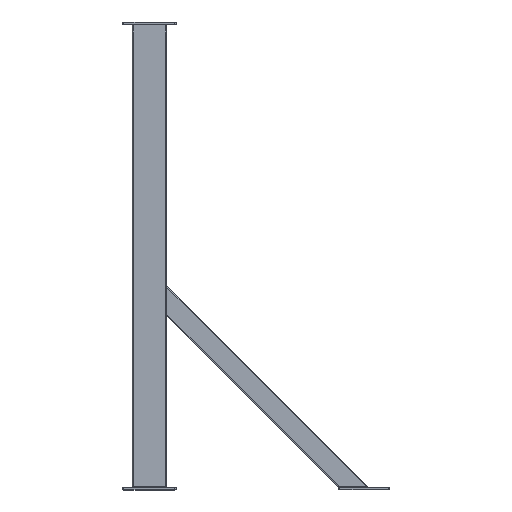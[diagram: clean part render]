
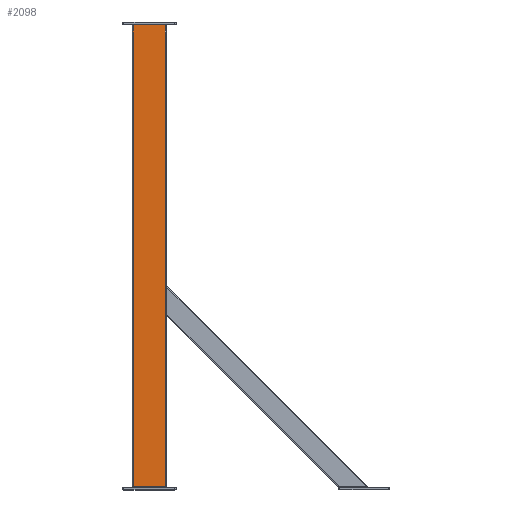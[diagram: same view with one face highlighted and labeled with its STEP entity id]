
A CAD part, top view. The second image highlights one B-rep face of the part: STEP entity #2098.
In plain terms, the highlighted planar face has unit normal (0, 0, 1).
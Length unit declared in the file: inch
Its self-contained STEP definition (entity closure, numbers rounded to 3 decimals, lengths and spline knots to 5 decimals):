
#153=FACE_OUTER_BOUND('',#293,.T.);
#293=EDGE_LOOP('',(#1500,#1501,#1502,#1503));
#568=LINE('',#3312,#746);
#569=LINE('',#3314,#747);
#570=LINE('',#3316,#748);
#571=LINE('',#3317,#749);
#746=VECTOR('',#2618,2.99213);
#747=VECTOR('',#2619,43.14961);
#748=VECTOR('',#2620,2.99213);
#749=VECTOR('',#2621,43.14961);
#952=VERTEX_POINT('',#3310);
#953=VERTEX_POINT('',#3311);
#954=VERTEX_POINT('',#3313);
#955=VERTEX_POINT('',#3315);
#1160=EDGE_CURVE('',#952,#953,#568,.F.);
#1161=EDGE_CURVE('',#953,#954,#569,.T.);
#1162=EDGE_CURVE('',#954,#955,#570,.T.);
#1163=EDGE_CURVE('',#955,#952,#571,.F.);
#1500=ORIENTED_EDGE('',*,*,#1160,.T.);
#1501=ORIENTED_EDGE('',*,*,#1161,.T.);
#1502=ORIENTED_EDGE('',*,*,#1162,.T.);
#1503=ORIENTED_EDGE('',*,*,#1163,.T.);
#2044=PLANE('',#2281);
#2098=ADVANCED_FACE('',(#153),#2044,.F.);
#2281=AXIS2_PLACEMENT_3D('',#3309,#2616,#2617);
#2616=DIRECTION('center_axis',(0.,0.,-1.));
#2617=DIRECTION('ref_axis',(-1.,0.,0.));
#2618=DIRECTION('',(1.,0.,0.));
#2619=DIRECTION('',(0.,-1.,0.));
#2620=DIRECTION('',(1.,0.,0.));
#2621=DIRECTION('',(0.,-1.,0.));
#3309=CARTESIAN_POINT('Origin',(-1.5748,43.50394,1.5748));
#3310=CARTESIAN_POINT('',(1.49606,43.4252,1.5748));
#3311=CARTESIAN_POINT('',(-1.49606,43.4252,1.5748));
#3312=CARTESIAN_POINT('',(-1.49606,43.4252,1.5748));
#3313=CARTESIAN_POINT('',(-1.49606,0.27559,1.5748));
#3314=CARTESIAN_POINT('',(-1.49606,43.4252,1.5748));
#3315=CARTESIAN_POINT('',(1.49606,0.27559,1.5748));
#3316=CARTESIAN_POINT('',(-1.49606,0.27559,1.5748));
#3317=CARTESIAN_POINT('',(1.49606,43.4252,1.5748));
